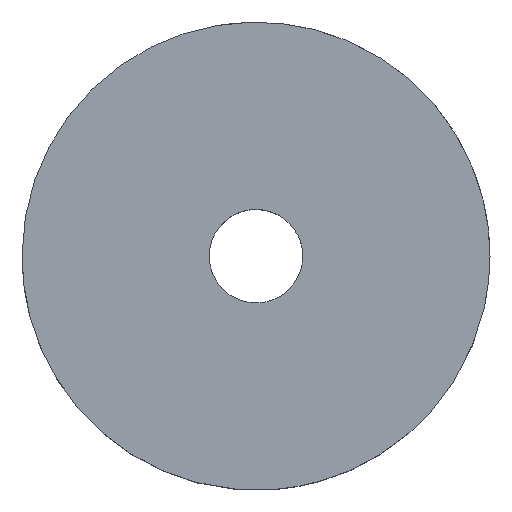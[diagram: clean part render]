
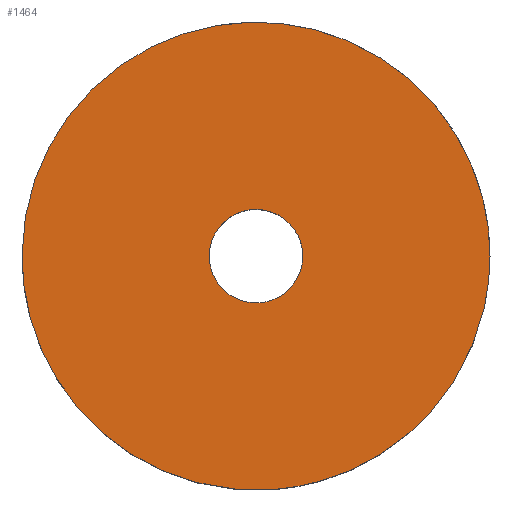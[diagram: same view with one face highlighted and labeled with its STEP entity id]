
A CAD part, top view. The second image highlights one B-rep face of the part: STEP entity #1464.
In plain terms, the highlighted free-form (B-spline) face has degree [1, 1] with [2, 2] control points.
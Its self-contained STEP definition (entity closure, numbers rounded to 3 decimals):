
#528=CARTESIAN_POINT('',(7.32,-1.634,6.0));
#529=VERTEX_POINT('',#528);
#535=CARTESIAN_POINT('',(0.588,-7.477,6.0));
#536=VERTEX_POINT('',#535);
#537=CARTESIAN_POINT('',(7.32,-1.634,6.));
#538=CARTESIAN_POINT('',(6.112,-7.042,6.));
#539=CARTESIAN_POINT('',(0.588,-7.477,6.0));
#547=(BOUNDED_CURVE()B_SPLINE_CURVE(2,(#537,#538,#539),.UNSPECIFIED.,.F.,.U.)B_SPLINE_CURVE_WITH_KNOTS((3,3),(0.537,0.736),.UNSPECIFIED.)CURVE()GEOMETRIC_REPRESENTATION_ITEM()RATIONAL_B_SPLINE_CURVE((0.926,0.762,0.97))REPRESENTATION_ITEM(''));
#548=EDGE_CURVE('',#529,#536,#547,.T.);
#662=CARTESIAN_POINT('',(-7.5,0.0,6.0));
#663=VERTEX_POINT('',#662);
#664=CARTESIAN_POINT('',(0.588,-7.477,6.0));
#665=CARTESIAN_POINT('',(0.295,-7.5,6.));
#666=CARTESIAN_POINT('',(0.0,-7.5,6.0));
#667=CARTESIAN_POINT('',(-7.5,-7.5,6.0));
#668=CARTESIAN_POINT('',(-7.5,0.0,6.0));
#676=(BOUNDED_CURVE()B_SPLINE_CURVE(2,(#664,#665,#666,#667,#668),.UNSPECIFIED.,.F.,.U.)B_SPLINE_CURVE_WITH_KNOTS((3,2,3),(0.736,0.75,1.0),.UNSPECIFIED.)CURVE()GEOMETRIC_REPRESENTATION_ITEM()RATIONAL_B_SPLINE_CURVE((0.97,0.984,1.0,0.707,1.0))REPRESENTATION_ITEM(''));
#677=EDGE_CURVE('',#536,#663,#676,.T.);
#679=CARTESIAN_POINT('',(7.5,0.0,6.0));
#680=VERTEX_POINT('',#679);
#681=CARTESIAN_POINT('',(-7.5,0.0,6.0));
#682=CARTESIAN_POINT('',(-7.5,7.5,6.0));
#683=CARTESIAN_POINT('',(0.0,7.5,6.0));
#684=CARTESIAN_POINT('',(7.5,7.5,6.0));
#685=CARTESIAN_POINT('',(7.5,0.0,6.0));
#693=(BOUNDED_CURVE()B_SPLINE_CURVE(2,(#681,#682,#683,#684,#685),.UNSPECIFIED.,.F.,.U.)B_SPLINE_CURVE_WITH_KNOTS((3,2,3),(0.0,0.25,0.5),.UNSPECIFIED.)CURVE()GEOMETRIC_REPRESENTATION_ITEM()RATIONAL_B_SPLINE_CURVE((1.0,0.707,1.0,0.707,1.0))REPRESENTATION_ITEM(''));
#694=EDGE_CURVE('',#663,#680,#693,.T.);
#696=CARTESIAN_POINT('',(7.5,0.0,6.0));
#697=CARTESIAN_POINT('',(7.5,-0.827,6.));
#698=CARTESIAN_POINT('',(7.32,-1.634,6.));
#706=(BOUNDED_CURVE()B_SPLINE_CURVE(2,(#696,#697,#698),.UNSPECIFIED.,.F.,.U.)B_SPLINE_CURVE_WITH_KNOTS((3,3),(0.5,0.537),.UNSPECIFIED.)CURVE()GEOMETRIC_REPRESENTATION_ITEM()RATIONAL_B_SPLINE_CURVE((1.0,0.956,0.926))REPRESENTATION_ITEM(''));
#707=EDGE_CURVE('',#680,#529,#706,.T.);
#735=CARTESIAN_POINT('',(-0.177,1.49,6.0));
#736=VERTEX_POINT('',#735);
#737=CARTESIAN_POINT('',(1.5,0.0,6.0));
#738=VERTEX_POINT('',#737);
#739=CARTESIAN_POINT('',(-0.177,1.49,6.0));
#740=CARTESIAN_POINT('',(-0.089,1.5,6.0));
#741=CARTESIAN_POINT('',(0.0,1.5,6.0));
#742=CARTESIAN_POINT('',(1.5,1.5,6.0));
#743=CARTESIAN_POINT('',(1.5,0.0,6.0));
#751=(BOUNDED_CURVE()B_SPLINE_CURVE(2,(#739,#740,#741,#742,#743),.UNSPECIFIED.,.F.,.U.)B_SPLINE_CURVE_WITH_KNOTS((3,2,3),(0.23,0.25,0.5),.UNSPECIFIED.)CURVE()GEOMETRIC_REPRESENTATION_ITEM()RATIONAL_B_SPLINE_CURVE((0.956,0.976,1.0,0.707,1.0))REPRESENTATION_ITEM(''));
#752=EDGE_CURVE('',#736,#738,#751,.T.);
#793=CARTESIAN_POINT('',(0.092,-1.497,6.0));
#794=VERTEX_POINT('',#793);
#800=CARTESIAN_POINT('',(1.5,0.0,6.0));
#801=CARTESIAN_POINT('',(1.5,-1.411,6.0));
#802=CARTESIAN_POINT('',(0.092,-1.497,6.0));
#810=(BOUNDED_CURVE()B_SPLINE_CURVE(2,(#800,#801,#802),.UNSPECIFIED.,.F.,.U.)B_SPLINE_CURVE_WITH_KNOTS((3,3),(0.5,0.739),.UNSPECIFIED.)CURVE()GEOMETRIC_REPRESENTATION_ITEM()RATIONAL_B_SPLINE_CURVE((1.0,0.72,0.976))REPRESENTATION_ITEM(''));
#811=EDGE_CURVE('',#738,#794,#810,.T.);
#834=CARTESIAN_POINT('',(-1.5,0.0,6.0));
#835=VERTEX_POINT('',#834);
#836=CARTESIAN_POINT('',(-1.5,0.0,6.0));
#837=CARTESIAN_POINT('',(-1.5,1.332,6.0));
#838=CARTESIAN_POINT('',(-0.177,1.49,6.0));
#846=(BOUNDED_CURVE()B_SPLINE_CURVE(2,(#836,#837,#838),.UNSPECIFIED.,.F.,.U.)B_SPLINE_CURVE_WITH_KNOTS((3,3),(0.0,0.23),.UNSPECIFIED.)CURVE()GEOMETRIC_REPRESENTATION_ITEM()RATIONAL_B_SPLINE_CURVE((1.0,0.731,0.956))REPRESENTATION_ITEM(''));
#847=EDGE_CURVE('',#835,#736,#846,.T.);
#849=CARTESIAN_POINT('',(0.092,-1.497,6.0));
#850=CARTESIAN_POINT('',(0.046,-1.5,6.));
#851=CARTESIAN_POINT('',(0.0,-1.5,6.0));
#852=CARTESIAN_POINT('',(-1.5,-1.5,6.0));
#853=CARTESIAN_POINT('',(-1.5,0.0,6.0));
#861=(BOUNDED_CURVE()B_SPLINE_CURVE(2,(#849,#850,#851,#852,#853),.UNSPECIFIED.,.F.,.U.)B_SPLINE_CURVE_WITH_KNOTS((3,2,3),(0.739,0.75,1.0),.UNSPECIFIED.)CURVE()GEOMETRIC_REPRESENTATION_ITEM()RATIONAL_B_SPLINE_CURVE((0.976,0.988,1.0,0.707,1.0))REPRESENTATION_ITEM(''));
#862=EDGE_CURVE('',#794,#835,#861,.T.);
#1447=CARTESIAN_POINT('',(8.249,-8.247,6.0));
#1448=CARTESIAN_POINT('',(-8.249,-8.247,6.0));
#1449=CARTESIAN_POINT('',(8.249,8.249,6.0));
#1450=CARTESIAN_POINT('',(-8.249,8.249,6.0));
#1451=B_SPLINE_SURFACE_WITH_KNOTS('',1,1,((#1447,#1449),(#1448,#1450)),.UNSPECIFIED.,.F.,.F.,.U.,(2,2),(2,2),(0.0,16.499),(0.0,16.496),.UNSPECIFIED.);
#1452=ORIENTED_EDGE('',*,*,#677,.F.);
#1453=ORIENTED_EDGE('',*,*,#548,.F.);
#1454=ORIENTED_EDGE('',*,*,#707,.F.);
#1455=ORIENTED_EDGE('',*,*,#694,.F.);
#1456=EDGE_LOOP('',(#1452,#1453,#1454,#1455));
#1457=FACE_OUTER_BOUND('',#1456,.T.);
#1458=ORIENTED_EDGE('',*,*,#811,.T.);
#1459=ORIENTED_EDGE('',*,*,#862,.T.);
#1460=ORIENTED_EDGE('',*,*,#847,.T.);
#1461=ORIENTED_EDGE('',*,*,#752,.T.);
#1462=EDGE_LOOP('',(#1458,#1459,#1460,#1461));
#1463=FACE_BOUND('',#1462,.T.);
#1464=ADVANCED_FACE('',(#1457,#1463),#1451,.F.);
